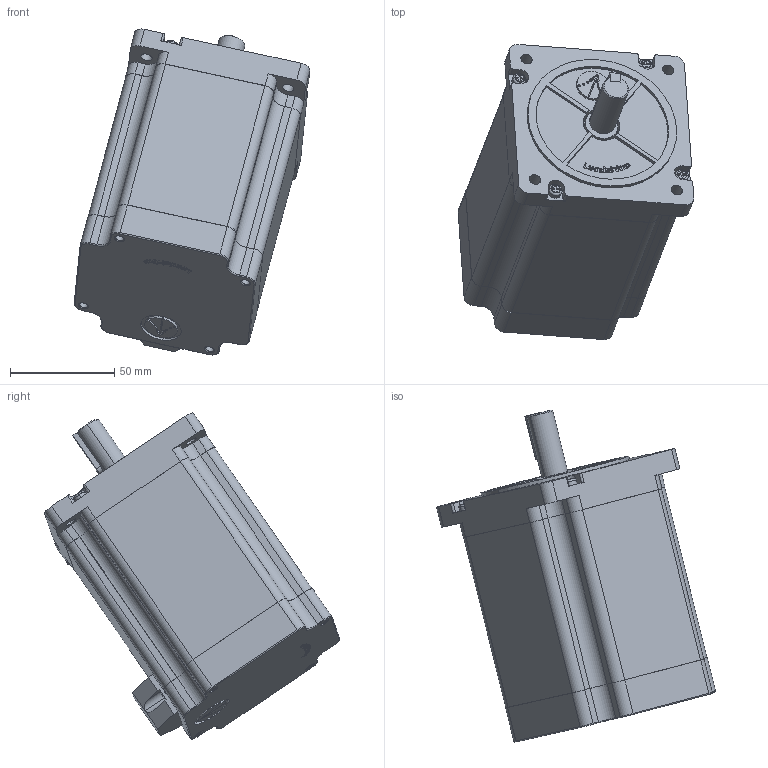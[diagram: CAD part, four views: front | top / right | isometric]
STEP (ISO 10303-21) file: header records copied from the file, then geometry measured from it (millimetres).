
FILE_DESCRIPTION (( 'STEP AP203' ), '1' );
FILE_NAME ('86CM85.STEP', '2018-06-14T07:42:39', ( 'Microsoft' ), ( 'China' ), 'SwSTEP 2.0', 'SolidWorks 2011', '' );
FILE_SCHEMA (( 'CONFIG_CONTROL_DESIGN' ));
Length unit declared in the file: millimetre
Products named in the file (5): 86CM85; 揤盄輸; 錨璃11; LOGO123; 86CM85-1
Assembly tree (6 placements, depth 2):
  86CM85
    LOGO123  x2
    錨璃11  x2
    揤盄輸
    86CM85-1
Bounding box: 112.84 x 141.2 x 156.12 mm (x, y, z)
Volume: 793648 mm3; surface area: 60988.4 mm2
Topology: 25 solids, 25 shells, 740 faces, 1945 edges, 1270 vertices
Faces by surface type: plane 393, bspline 158, cylinder 156, torus 28, cone 5
Entity records: 19166 total; most frequent: CARTESIAN_POINT 5836, ORIENTED_EDGE 2756, DIRECTION 2484, EDGE_CURVE 1378, VERTEX_POINT 892, VECTOR 860, LINE 860, AXIS2_PLACEMENT_3D 812
